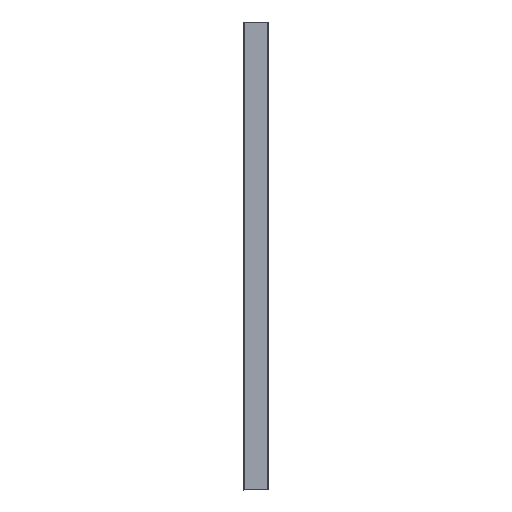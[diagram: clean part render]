
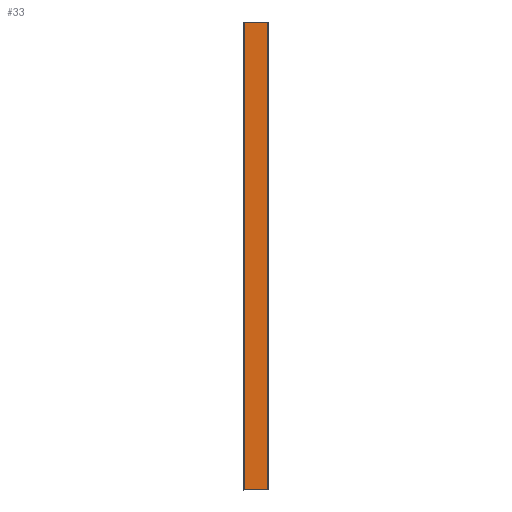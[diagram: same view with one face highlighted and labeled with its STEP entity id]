
A CAD part, front view. The second image highlights one B-rep face of the part: STEP entity #33.
In plain terms, the highlighted free-form (B-spline) face has degree [2, 1] with [3, 2] control points.
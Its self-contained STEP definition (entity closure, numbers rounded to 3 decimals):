
#33=ADVANCED_FACE('',(#5265),#90141,.T.);
#5265=FACE_OUTER_BOUND('',#10497,.T.);
#10497=EDGE_LOOP('',(#17368,#17369,#17370,#17371));
#17368=ORIENTED_EDGE('',*,*,#47091,.T.);
#17369=ORIENTED_EDGE('',*,*,#47092,.T.);
#17370=ORIENTED_EDGE('',*,*,#47093,.F.);
#17371=ORIENTED_EDGE('',*,*,#47089,.F.);
#47089=EDGE_CURVE('',#78456,#78457,#72227,.T.);
#47091=EDGE_CURVE('',#78456,#78458,#72229,.T.);
#47092=EDGE_CURVE('',#78458,#78459,#72230,.T.);
#47093=EDGE_CURVE('',#78457,#78459,#72231,.T.);
#72227=(
BOUNDED_CURVE()
B_SPLINE_CURVE(1,(#104594,#104595),.UNSPECIFIED.,.F.,.F.)
B_SPLINE_CURVE_WITH_KNOTS((2,2),(0.,2000.),.UNSPECIFIED.)
CURVE()
GEOMETRIC_REPRESENTATION_ITEM()
RATIONAL_B_SPLINE_CURVE((1.,1.))
REPRESENTATION_ITEM('')
);
#72229=(
BOUNDED_CURVE()
B_SPLINE_CURVE(2,(#104599,#104600,#104601),.UNSPECIFIED.,.F.,.F.)
B_SPLINE_CURVE_WITH_KNOTS((3,3),(135.841,234.841),
 .UNSPECIFIED.)
CURVE()
GEOMETRIC_REPRESENTATION_ITEM()
RATIONAL_B_SPLINE_CURVE((1.,1.,1.))
REPRESENTATION_ITEM('')
);
#72230=(
BOUNDED_CURVE()
B_SPLINE_CURVE(1,(#104602,#104603),.UNSPECIFIED.,.F.,.F.)
B_SPLINE_CURVE_WITH_KNOTS((2,2),(0.,2000.),.UNSPECIFIED.)
CURVE()
GEOMETRIC_REPRESENTATION_ITEM()
RATIONAL_B_SPLINE_CURVE((1.,1.))
REPRESENTATION_ITEM('')
);
#72231=(
BOUNDED_CURVE()
B_SPLINE_CURVE(2,(#104604,#104605,#104606),.UNSPECIFIED.,.F.,.F.)
B_SPLINE_CURVE_WITH_KNOTS((3,3),(135.841,234.841),
 .UNSPECIFIED.)
CURVE()
GEOMETRIC_REPRESENTATION_ITEM()
RATIONAL_B_SPLINE_CURVE((1.,1.,1.))
REPRESENTATION_ITEM('')
);
#78456=VERTEX_POINT('',#94165);
#78457=VERTEX_POINT('',#94166);
#78458=VERTEX_POINT('',#94167);
#78459=VERTEX_POINT('',#94168);
#90141=(
BOUNDED_SURFACE()
B_SPLINE_SURFACE(2,1,((#92867,#92868),(#92869,#92870),(#92871,#92872)),
 .UNSPECIFIED.,.F.,.F.,.F.)
B_SPLINE_SURFACE_WITH_KNOTS((3,3),(2,2),(135.841,234.841),
(0.,2000.),.UNSPECIFIED.)
GEOMETRIC_REPRESENTATION_ITEM()
RATIONAL_B_SPLINE_SURFACE(((1.,1.),(1.,1.),(1.,1.)))
REPRESENTATION_ITEM('')
SURFACE()
);
#92867=CARTESIAN_POINT('',(-49.5,0.,-2000.));
#92868=CARTESIAN_POINT('',(-49.5,0.,0.));
#92869=CARTESIAN_POINT('',(0.,0.,-2000.));
#92870=CARTESIAN_POINT('',(0.,0.,0.));
#92871=CARTESIAN_POINT('',(49.5,0.,-2000.));
#92872=CARTESIAN_POINT('',(49.5,0.,0.));
#94165=CARTESIAN_POINT('',(-49.5,0.,-2000.));
#94166=CARTESIAN_POINT('',(-49.5,0.,0.));
#94167=CARTESIAN_POINT('',(49.5,0.,-2000.));
#94168=CARTESIAN_POINT('',(49.5,0.,0.));
#104594=CARTESIAN_POINT('',(-49.5,0.,-2000.));
#104595=CARTESIAN_POINT('',(-49.5,0.,0.));
#104599=CARTESIAN_POINT('',(-49.5,0.,-2000.));
#104600=CARTESIAN_POINT('',(0.,0.,-2000.));
#104601=CARTESIAN_POINT('',(49.5,0.,-2000.));
#104602=CARTESIAN_POINT('',(49.5,0.,-2000.));
#104603=CARTESIAN_POINT('',(49.5,0.,0.));
#104604=CARTESIAN_POINT('',(-49.5,0.,0.));
#104605=CARTESIAN_POINT('',(0.,0.,0.));
#104606=CARTESIAN_POINT('',(49.5,0.,0.));
